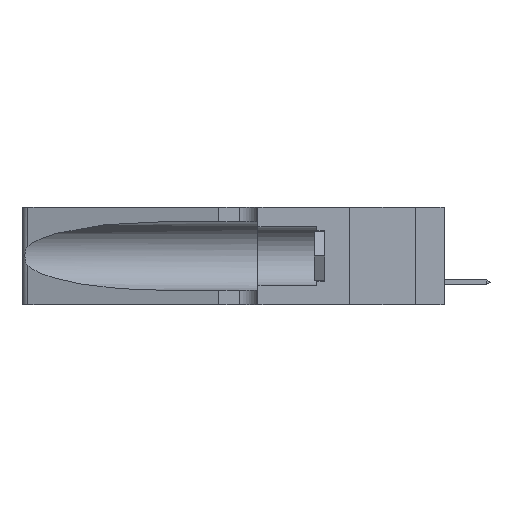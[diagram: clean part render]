
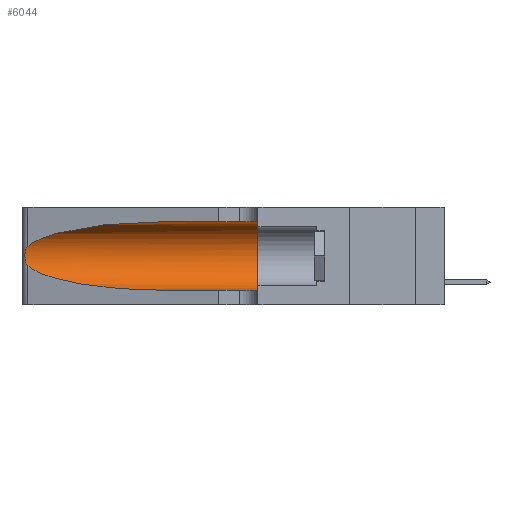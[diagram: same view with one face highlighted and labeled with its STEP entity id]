
A CAD part, left-side view. The second image highlights one B-rep face of the part: STEP entity #6044.
In plain terms, the highlighted cylindrical face has radius 3.308 mm (diameter 6.617 mm), a partial arc.
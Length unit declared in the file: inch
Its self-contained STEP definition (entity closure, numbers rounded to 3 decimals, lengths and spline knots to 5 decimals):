
#740 = CARTESIAN_POINT ( 'NONE',  ( 0.18966, 0.96281, 0.31525 ) ) ;
#2086 = B_SPLINE_CURVE_WITH_KNOTS ( 'NONE', 3,
 ( #42133, #3817, #46616, #35366, #46775, #34696, #21097, #9411, #32090, #31770, #3139, #7673, #33986, #41588 ),
 .UNSPECIFIED., .F., .F.,
 ( 4, 2, 2, 2, 2, 2, 4 ),
 ( 0., 0.00027, 0.00053, 0.00107, 0.0016, 0.00187, 0.00214 ),
 .UNSPECIFIED. ) ;
#2149 = LINE ( 'NONE', #32481, #3848 ) ;
#2178 = CARTESIAN_POINT ( 'NONE',  ( 0.1305, 0.72297, 0.05475 ) ) ;
#3139 = CARTESIAN_POINT ( 'NONE',  ( 0.25789, 1.23486, 0.15765 ) ) ;
#3817 = CARTESIAN_POINT ( 'NONE',  ( 0.25555, 1.22994, 0.2215 ) ) ;
#3848 = VECTOR ( 'NONE', #9303, 39.37008 ) ;
#6044 = ADVANCED_FACE ( 'NONE', ( #23742 ), #44353, .F. ) ;
#7673 = CARTESIAN_POINT ( 'NONE',  ( 0.25639, 1.23186, 0.15144 ) ) ;
#9303 = DIRECTION ( 'NONE',  ( 0., -1., 0. ) ) ;
#9411 = CARTESIAN_POINT ( 'NONE',  ( 0.26075, 1.23896, 0.178 ) ) ;
#10575 = VERTEX_POINT ( 'NONE', #42170 ) ;
#11571 = DIRECTION ( 'NONE',  ( 0., 0., 1. ) ) ;
#13451 = DIRECTION ( 'NONE',  ( 0., -1., 0. ) ) ;
#14473 = LINE ( 'NONE', #45945, #43346 ) ;
#15481 = AXIS2_PLACEMENT_3D ( 'NONE', #15647, #19456, #11571 ) ;
#15647 = CARTESIAN_POINT ( 'NONE',  ( 0.1305, 0.35, 0.185 ) ) ;
#15934 = EDGE_LOOP ( 'NONE', ( #34594, #34005, #25176, #17591, #43459, #48379 ) ) ;
#17591 = ORIENTED_EDGE ( 'NONE', *, *, #22967, .T. ) ;
#19456 = DIRECTION ( 'NONE',  ( 0., 1., 0. ) ) ;
#19534 =( BOUNDED_CURVE ( )  B_SPLINE_CURVE ( 3, ( #45869, #740, #27066, #30840 ),
 .UNSPECIFIED., .F., .F. ) 
 B_SPLINE_CURVE_WITH_KNOTS ( ( 4, 4 ),
 ( 1.5708, 2.84003 ),
 .UNSPECIFIED. ) 
 CURVE ( )  GEOMETRIC_REPRESENTATION_ITEM ( )  RATIONAL_B_SPLINE_CURVE ( ( 1., 0.87, 0.87, 1. ) ) 
 REPRESENTATION_ITEM ( '' )  );
#21097 = CARTESIAN_POINT ( 'NONE',  ( 0.26075, 1.23896, 0.19203 ) ) ;
#22010 = CARTESIAN_POINT ( 'NONE',  ( 0.25487, 1.22718, 0.22369 ) ) ;
#22967 = EDGE_CURVE ( 'NONE', #43793, #33617, #14473, .T. ) ;
#23742 = FACE_OUTER_BOUND ( 'NONE', #15934, .T. ) ;
#25176 = ORIENTED_EDGE ( 'NONE', *, *, #45280, .T. ) ;
#27066 = CARTESIAN_POINT ( 'NONE',  ( 0.2373, 1.15595, 0.28018 ) ) ;
#27331 = VERTEX_POINT ( 'NONE', #38221 ) ;
#28988 = CARTESIAN_POINT ( 'NONE',  ( 0.25487, 1.22718, 0.14631 ) ) ;
#29217 =( BOUNDED_CURVE ( )  B_SPLINE_CURVE ( 3, ( #28988, #43940, #47471, #2178 ),
 .UNSPECIFIED., .F., .F. ) 
 B_SPLINE_CURVE_WITH_KNOTS ( ( 4, 4 ),
 ( 3.44316, 4.71239 ),
 .UNSPECIFIED. ) 
 CURVE ( )  GEOMETRIC_REPRESENTATION_ITEM ( )  RATIONAL_B_SPLINE_CURVE ( ( 1., 0.87, 0.87, 1. ) ) 
 REPRESENTATION_ITEM ( '' )  );
#29366 = CARTESIAN_POINT ( 'NONE',  ( 0.1305, 0.35, 0.05475 ) ) ;
#30840 = CARTESIAN_POINT ( 'NONE',  ( 0.25487, 1.22718, 0.22369 ) ) ;
#31770 = CARTESIAN_POINT ( 'NONE',  ( 0.25856, 1.23593, 0.16098 ) ) ;
#32090 = CARTESIAN_POINT ( 'NONE',  ( 0.26017, 1.23833, 0.17102 ) ) ;
#32481 = CARTESIAN_POINT ( 'NONE',  ( 0.1305, 1.61858, 0.31525 ) ) ;
#33617 = VERTEX_POINT ( 'NONE', #29366 ) ;
#33986 = CARTESIAN_POINT ( 'NONE',  ( 0.25555, 1.22993, 0.14849 ) ) ;
#34005 = ORIENTED_EDGE ( 'NONE', *, *, #39473, .T. ) ;
#34344 = DIRECTION ( 'NONE',  ( 0., -1., 0. ) ) ;
#34594 = ORIENTED_EDGE ( 'NONE', *, *, #35641, .T. ) ;
#34696 = CARTESIAN_POINT ( 'NONE',  ( 0.26018, 1.23835, 0.19895 ) ) ;
#35366 = CARTESIAN_POINT ( 'NONE',  ( 0.25787, 1.23484, 0.2124 ) ) ;
#35641 = EDGE_CURVE ( 'NONE', #27331, #48192, #19534, .T. ) ;
#35974 = CARTESIAN_POINT ( 'NONE',  ( 0.1305, 1.61858, 0.185 ) ) ;
#38221 = CARTESIAN_POINT ( 'NONE',  ( 0.1305, 0.72297, 0.31525 ) ) ;
#39460 = AXIS2_PLACEMENT_3D ( 'NONE', #35974, #13451, #39766 ) ;
#39473 = EDGE_CURVE ( 'NONE', #48192, #41438, #2086, .T. ) ;
#39766 = DIRECTION ( 'NONE',  ( 0., 0., -1. ) ) ;
#40166 = CIRCLE ( 'NONE', #15481, 0.13025 ) ;
#41325 = EDGE_CURVE ( 'NONE', #10575, #33617, #40166, .T. ) ;
#41438 = VERTEX_POINT ( 'NONE', #42831 ) ;
#41578 = CARTESIAN_POINT ( 'NONE',  ( 0.1305, 0.72297, 0.05475 ) ) ;
#41588 = CARTESIAN_POINT ( 'NONE',  ( 0.25487, 1.22718, 0.14631 ) ) ;
#42133 = CARTESIAN_POINT ( 'NONE',  ( 0.25487, 1.22718, 0.22369 ) ) ;
#42170 = CARTESIAN_POINT ( 'NONE',  ( 0.1305, 0.35, 0.31525 ) ) ;
#42831 = CARTESIAN_POINT ( 'NONE',  ( 0.25487, 1.22718, 0.14631 ) ) ;
#43346 = VECTOR ( 'NONE', #34344, 39.37008 ) ;
#43459 = ORIENTED_EDGE ( 'NONE', *, *, #41325, .F. ) ;
#43793 = VERTEX_POINT ( 'NONE', #41578 ) ;
#43940 = CARTESIAN_POINT ( 'NONE',  ( 0.2373, 1.15595, 0.08982 ) ) ;
#44353 = CYLINDRICAL_SURFACE ( 'NONE', #39460, 0.13025 ) ;
#44601 = EDGE_CURVE ( 'NONE', #27331, #10575, #2149, .T. ) ;
#45280 = EDGE_CURVE ( 'NONE', #41438, #43793, #29217, .T. ) ;
#45869 = CARTESIAN_POINT ( 'NONE',  ( 0.1305, 0.72297, 0.31525 ) ) ;
#45945 = CARTESIAN_POINT ( 'NONE',  ( 0.1305, 1.61858, 0.05475 ) ) ;
#46616 = CARTESIAN_POINT ( 'NONE',  ( 0.25639, 1.23184, 0.21858 ) ) ;
#46775 = CARTESIAN_POINT ( 'NONE',  ( 0.25854, 1.2359, 0.20912 ) ) ;
#47471 = CARTESIAN_POINT ( 'NONE',  ( 0.18966, 0.96281, 0.05475 ) ) ;
#48192 = VERTEX_POINT ( 'NONE', #22010 ) ;
#48379 = ORIENTED_EDGE ( 'NONE', *, *, #44601, .F. ) ;
